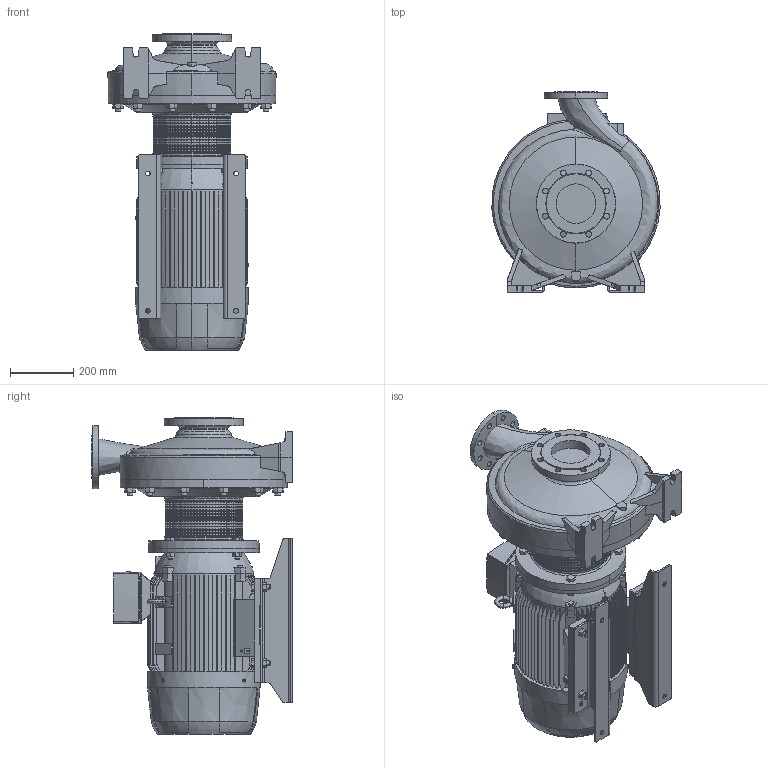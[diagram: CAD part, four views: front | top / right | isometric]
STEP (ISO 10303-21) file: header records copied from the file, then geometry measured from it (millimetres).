
FILE_DESCRIPTION (( 'STEP AP214' ), '1' );
FILE_NAME ('4_93_494_03_REV01.step', '2021-12-22T09:12:36', ( '' ), ( '' ), 'SwSTEP 2.0', 'SolidWorks 2020', '' );
FILE_SCHEMA (( 'AUTOMOTIVE_DESIGN' ));
Length unit declared in the file: millimetre
Products named in the file (1): 4_93_494_03_REV01
Bounding box: 532.57 x 635 x 1002.8 mm (x, y, z)
Volume: 100501539.2 mm3; surface area: 3405299.6 mm2
Topology: 2 solids, 2 shells, 5040 faces, 14786 edges, 9824 vertices
Faces by surface type: plane 4418, cylinder 356, torus 155, bspline 67, cone 44
Entity records: 218176 total; most frequent: CARTESIAN_POINT 77943, ORIENTED_EDGE 29572, DIRECTION 28489, EDGE_CURVE 14786, VERTEX_POINT 9824, VECTOR 9519, LINE 9519, AXIS2_PLACEMENT_3D 9485
